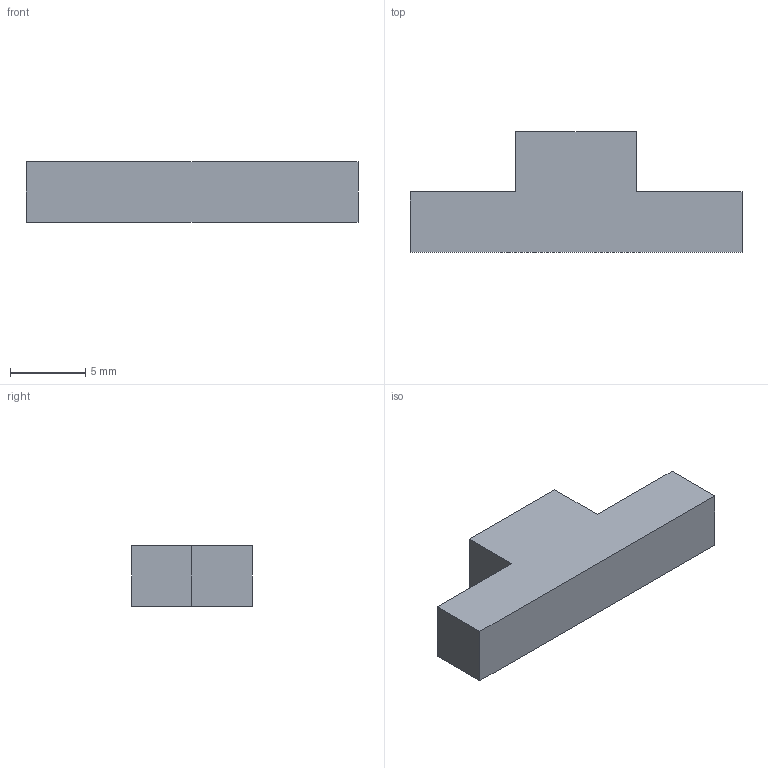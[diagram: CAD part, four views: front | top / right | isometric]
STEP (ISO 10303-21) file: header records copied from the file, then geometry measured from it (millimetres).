
FILE_DESCRIPTION(/* description */ (''),/* implementation_level */ '2;1');
FILE_NAME(/* name */ '001_20180725_TLv2_26_camera_stopper.stp',/* time_stamp */ '2018-09-14T14:59:54+02:00',/* author */ (''),/* organization */ (''),/* preprocessor_version */ 'ST-DEVELOPER v16.7',/* originating_system */ 'SIEMENS PLM Software NX 12.0',/* authorisation */ '');
FILE_SCHEMA (('AP203_CONFIGURATION_CONTROLLED_3D_DESIGN_OF_MECHANICAL_PARTS_AND_ASSEMBLIES_MIM_LF { 1 0 10303 403 2 1 2}'));
Length unit declared in the file: millimetre
Products named in the file (1): 001_20180725_TLv2_26_camera_stopper
Bounding box: 22 x 8 x 4 mm (x, y, z)
Volume: 480 mm3; surface area: 480 mm2
Topology: 1 solids, 1 shells, 10 faces, 34 edges, 37 vertices
Faces by surface type: plane 10
Entity records: 500 total; most frequent: CARTESIAN_POINT 63, DIRECTION 58, ORIENTED_EDGE 48, LINE 34, VECTOR 34, EDGE_CURVE 24, VERTEX_POINT 16, STYLED_ITEM 13
